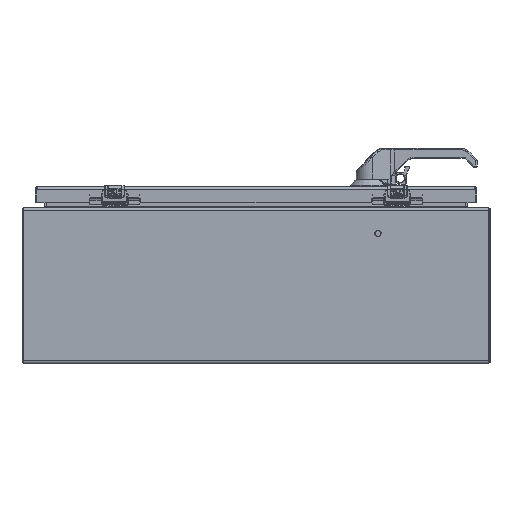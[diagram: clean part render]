
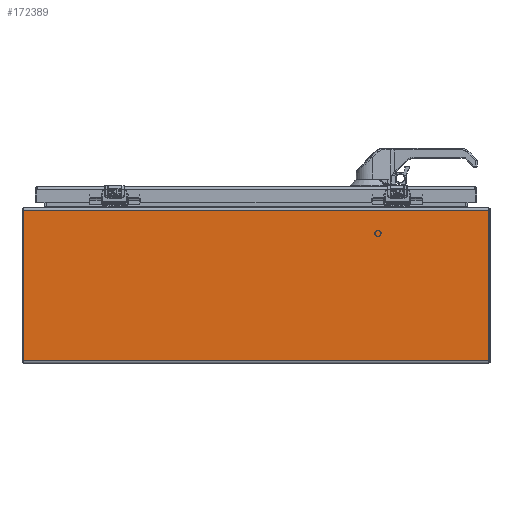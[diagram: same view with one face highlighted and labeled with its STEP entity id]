
A CAD part, left-side view. The second image highlights one B-rep face of the part: STEP entity #172389.
In plain terms, the highlighted planar face has unit normal (-1, 0, 0).
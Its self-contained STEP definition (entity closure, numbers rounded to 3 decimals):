
#942 = CARTESIAN_POINT ( 'NONE',  ( -12.688, -11.925, -3.855 ) ) ;
#8557 = DIRECTION ( 'NONE',  ( 0., 0., -1. ) ) ;
#12494 = CARTESIAN_POINT ( 'NONE',  ( -12.688, -11.925, 3.855 ) ) ;
#28749 = ORIENTED_EDGE ( 'NONE', *, *, #86015, .F. ) ;
#33819 = ORIENTED_EDGE ( 'NONE', *, *, #134943, .T. ) ;
#45197 = VECTOR ( 'NONE', #177168, 39.37 ) ;
#48582 = EDGE_LOOP ( 'NONE', ( #28749, #33819, #91151, #117025 ) ) ;
#53202 = VERTEX_POINT ( 'NONE', #12494 ) ;
#54867 = CARTESIAN_POINT ( 'NONE',  ( -12.688, -11.925, -3.855 ) ) ;
#56007 = VECTOR ( 'NONE', #168112, 39.37 ) ;
#67785 = VERTEX_POINT ( 'NONE', #205830 ) ;
#70020 = VECTOR ( 'NONE', #8557, 39.37 ) ;
#77115 = LINE ( 'NONE', #162836, #45197 ) ;
#82308 = AXIS2_PLACEMENT_3D ( 'NONE', #138007, #123723, #136922 ) ;
#86015 = EDGE_CURVE ( 'NONE', #115704, #164969, #98911, .T. ) ;
#91151 = ORIENTED_EDGE ( 'NONE', *, *, #103669, .T. ) ;
#98911 = LINE ( 'NONE', #942, #56007 ) ;
#103669 = EDGE_CURVE ( 'NONE', #53202, #67785, #210236, .T. ) ;
#106126 = PLANE ( 'NONE',  #82308 ) ;
#115704 = VERTEX_POINT ( 'NONE', #54867 ) ;
#117025 = ORIENTED_EDGE ( 'NONE', *, *, #184513, .T. ) ;
#123723 = DIRECTION ( 'NONE',  ( -1., 0., 0. ) ) ;
#131480 = CARTESIAN_POINT ( 'NONE',  ( -12.688, 11.925, -3.855 ) ) ;
#134943 = EDGE_CURVE ( 'NONE', #115704, #53202, #77115, .T. ) ;
#136922 = DIRECTION ( 'NONE',  ( 0., 0., 1. ) ) ;
#138007 = CARTESIAN_POINT ( 'NONE',  ( -12.688, -11.925, 4. ) ) ;
#142747 = LINE ( 'NONE', #211923, #70020 ) ;
#157777 = FACE_OUTER_BOUND ( 'NONE', #48582, .T. ) ;
#162836 = CARTESIAN_POINT ( 'NONE',  ( -12.688, -11.925, 4. ) ) ;
#164969 = VERTEX_POINT ( 'NONE', #131480 ) ;
#168112 = DIRECTION ( 'NONE',  ( 0., 1., 0. ) ) ;
#170353 = VECTOR ( 'NONE', #177241, 39.37 ) ;
#172389 = ADVANCED_FACE ( 'NONE', ( #157777 ), #106126, .T. ) ;
#177168 = DIRECTION ( 'NONE',  ( 0., 0., 1. ) ) ;
#177241 = DIRECTION ( 'NONE',  ( 0., 1., 0. ) ) ;
#184513 = EDGE_CURVE ( 'NONE', #67785, #164969, #142747, .T. ) ;
#193728 = CARTESIAN_POINT ( 'NONE',  ( -12.688, -11.925, 3.855 ) ) ;
#205830 = CARTESIAN_POINT ( 'NONE',  ( -12.688, 11.925, 3.855 ) ) ;
#210236 = LINE ( 'NONE', #193728, #170353 ) ;
#211923 = CARTESIAN_POINT ( 'NONE',  ( -12.688, 11.925, 4. ) ) ;
